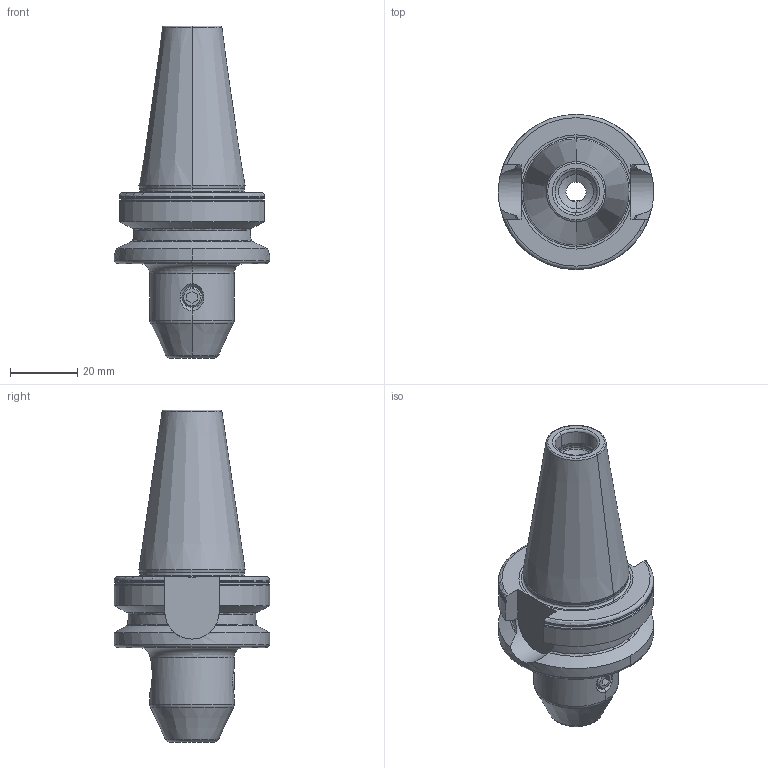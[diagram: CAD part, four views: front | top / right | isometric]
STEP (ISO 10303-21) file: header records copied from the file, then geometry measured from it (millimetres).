
FILE_DESCRIPTION((''),'2;1');
FILE_NAME('DC_305_04_06','2020-08-18T',('104091'),(''),'CREO PARAMETRIC BY PTC INC, 2016260','CREO PARAMETRIC BY PTC INC, 2016260','');
FILE_SCHEMA(('CONFIG_CONTROL_DESIGN'));
Length unit declared in the file: millimetre
Products named in the file (1): DC_305_04_06
Bounding box: 46 x 46 x 98.4 mm (x, y, z)
Volume: 59042.5 mm3; surface area: 14560.6 mm2
Topology: 1 solids, 1 shells, 110 faces, 267 edges, 159 vertices
Faces by surface type: torus 34, cone 28, cylinder 26, plane 20, sphere 2
Entity records: 3543 total; most frequent: CARTESIAN_POINT 959, DIRECTION 554, ORIENTED_EDGE 530, EDGE_CURVE 265, AXIS2_PLACEMENT_3D 237, VERTEX_POINT 159, CIRCLE 124, EDGE_LOOP 114
